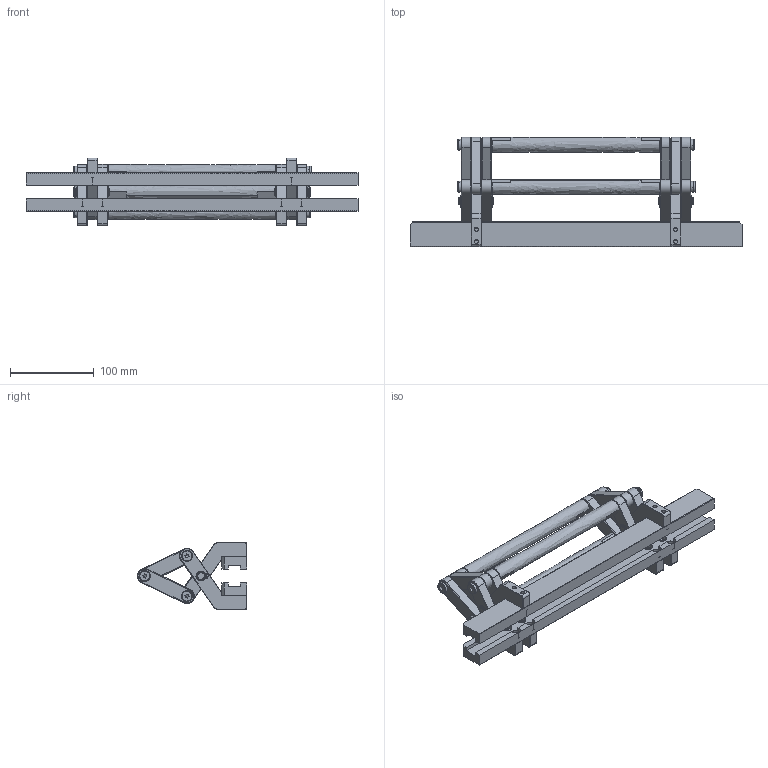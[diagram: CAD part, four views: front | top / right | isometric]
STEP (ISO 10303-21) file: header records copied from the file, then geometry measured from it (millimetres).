
FILE_DESCRIPTION(('FreeCAD Model'),'2;1');
FILE_NAME('Open CASCADE Shape Model','2025-05-08T00:17:17',('FreeCAD'),( 'FreeCAD'),'Open CASCADE STEP processor 7.6','FreeCAD','Unknown');
FILE_SCHEMA(('AUTOMOTIVE_DESIGN { 1 0 10303 214 1 1 1 1 }'));
Length unit declared in the file: millimetre
Products named in the file (1): Open CASCADE STEP translator 7.6 1
Bounding box: 396.7 x 130.41 x 81.12 mm (x, y, z)
Volume: 649575.6 mm3; surface area: 206962.7 mm2
Topology: 30 solids, 30 shells, 983 faces, 2302 edges, 1389 vertices
Faces by surface type: bspline 983
Entity records: 28982 total; most frequent: CARTESIAN_POINT 15764, ORIENTED_EDGE 4552, EDGE_CURVE 2276, VERTEX_POINT 1389, B_SPLINE_CURVE_WITH_KNOTS 1318, FACE_BOUND 1115, EDGE_LOOP 1115, ADVANCED_FACE 983
